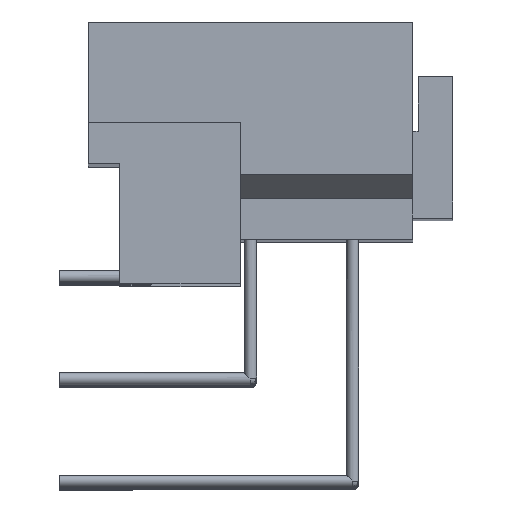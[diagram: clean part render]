
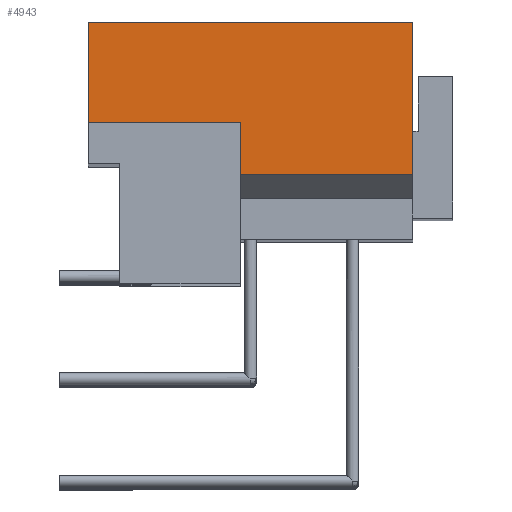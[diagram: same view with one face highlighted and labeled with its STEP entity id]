
A CAD part, top view. The second image highlights one B-rep face of the part: STEP entity #4943.
In plain terms, the highlighted planar face has unit normal (0, 0, 1).
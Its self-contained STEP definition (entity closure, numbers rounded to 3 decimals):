
#3118=LINE('',#16174,#3684);
#3129=LINE('',#16195,#3695);
#3131=LINE('',#16199,#3697);
#3132=LINE('',#16201,#3698);
#3133=LINE('',#16203,#3699);
#3134=LINE('',#16205,#3700);
#3684=VECTOR('',#13356,1.);
#3695=VECTOR('',#13377,1.);
#3697=VECTOR('',#13381,1.);
#3698=VECTOR('',#13384,1.);
#3699=VECTOR('',#13385,1.);
#3700=VECTOR('',#13386,1.);
#4097=PLANE('',#11333);
#4470=FACE_OUTER_BOUND('',#6225,.T.);
#4943=ADVANCED_FACE('',(#4470),#4097,.T.);
#6225=EDGE_LOOP('',(#7902,#7903,#7904,#7905,#7906,#7907));
#7902=ORIENTED_EDGE('',*,*,#9791,.T.);
#7903=ORIENTED_EDGE('',*,*,#9792,.T.);
#7904=ORIENTED_EDGE('',*,*,#9793,.T.);
#7905=ORIENTED_EDGE('',*,*,#9794,.F.);
#7906=ORIENTED_EDGE('',*,*,#9778,.F.);
#7907=ORIENTED_EDGE('',*,*,#9789,.F.);
#8848=VERTEX_POINT('',#16173);
#8849=VERTEX_POINT('',#16175);
#8853=VERTEX_POINT('',#16194);
#8854=VERTEX_POINT('',#16198);
#8855=VERTEX_POINT('',#16202);
#8856=VERTEX_POINT('',#16204);
#9778=EDGE_CURVE('',#8848,#8849,#3118,.T.);
#9789=EDGE_CURVE('',#8853,#8848,#3129,.T.);
#9791=EDGE_CURVE('',#8853,#8854,#3131,.T.);
#9792=EDGE_CURVE('',#8854,#8855,#3132,.T.);
#9793=EDGE_CURVE('',#8855,#8856,#3133,.T.);
#9794=EDGE_CURVE('',#8849,#8856,#3134,.T.);
#11333=AXIS2_PLACEMENT_3D('',#16206,#13387,#13388);
#13356=DIRECTION('',(1.,0.,0.));
#13377=DIRECTION('',(0.,1.,0.));
#13381=DIRECTION('',(1.,0.,0.));
#13384=DIRECTION('',(0.,-1.,0.));
#13385=DIRECTION('',(1.,0.,0.));
#13386=DIRECTION('',(0.,-1.,0.));
#13387=DIRECTION('',(0.,0.,1.));
#13388=DIRECTION('',(1.,0.,0.));
#16173=CARTESIAN_POINT('',(-1.55,10.8,87.5));
#16174=CARTESIAN_POINT('',(-1.55,10.8,87.5));
#16175=CARTESIAN_POINT('',(14.55,10.8,87.5));
#16194=CARTESIAN_POINT('',(-1.55,5.8,87.5));
#16195=CARTESIAN_POINT('',(-1.55,5.8,87.5));
#16198=CARTESIAN_POINT('',(6.,5.8,87.5));
#16199=CARTESIAN_POINT('',(-1.55,5.8,87.5));
#16201=CARTESIAN_POINT('',(6.,5.8,87.5));
#16202=CARTESIAN_POINT('',(6.,3.24,87.5));
#16203=CARTESIAN_POINT('',(6.,3.24,87.5));
#16204=CARTESIAN_POINT('',(14.55,3.24,87.5));
#16205=CARTESIAN_POINT('',(14.55,10.8,87.5));
#16206=CARTESIAN_POINT('',(-2.355,2.862,87.5));
